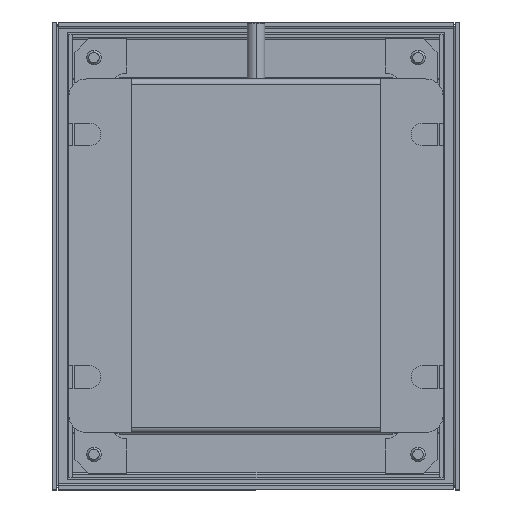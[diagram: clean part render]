
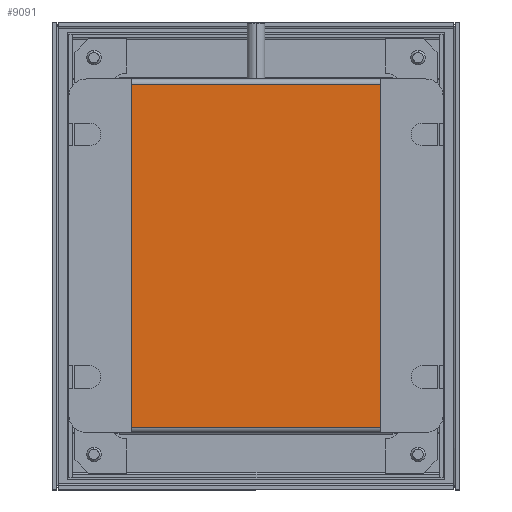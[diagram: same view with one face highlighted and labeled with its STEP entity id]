
A CAD part, top view. The second image highlights one B-rep face of the part: STEP entity #9091.
In plain terms, the highlighted planar face has unit normal (0, 0, 1).
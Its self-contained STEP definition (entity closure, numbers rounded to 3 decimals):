
#88 = ORIENTED_EDGE ( 'NONE', *, *, #5087, .F. ) ;
#205 = CARTESIAN_POINT ( 'NONE',  ( 39.5, -49.4, 1. ) ) ;
#349 = LINE ( 'NONE', #205, #8441 ) ;
#392 = ORIENTED_EDGE ( 'NONE', *, *, #6705, .T. ) ;
#461 = DIRECTION ( 'NONE',  ( -1., 0., 0. ) ) ;
#464 = CARTESIAN_POINT ( 'NONE',  ( -39.5, 51., 1. ) ) ;
#1175 = VECTOR ( 'NONE', #1237, 1000. ) ;
#1180 = DIRECTION ( 'NONE',  ( 0., 0., 1. ) ) ;
#1237 = DIRECTION ( 'NONE',  ( 0., -1., 0. ) ) ;
#1808 = VECTOR ( 'NONE', #6784, 1000. ) ;
#2405 = ORIENTED_EDGE ( 'NONE', *, *, #6774, .F. ) ;
#2725 = DIRECTION ( 'NONE',  ( 0., -1., 0. ) ) ;
#2867 = CARTESIAN_POINT ( 'NONE',  ( 39.5, 51., 1. ) ) ;
#2933 = CARTESIAN_POINT ( 'NONE',  ( -39.5, -49.5, 1. ) ) ;
#2994 = CARTESIAN_POINT ( 'NONE',  ( 39.5, 49.5, 1. ) ) ;
#3002 = EDGE_CURVE ( 'NONE', #8860, #7891, #9470, .T. ) ;
#3037 = CARTESIAN_POINT ( 'NONE',  ( 39.5, -49.5, 1. ) ) ;
#3060 = CARTESIAN_POINT ( 'NONE',  ( 39.5, 51., 1. ) ) ;
#3095 = VECTOR ( 'NONE', #7737, 1000. ) ;
#3135 = VERTEX_POINT ( 'NONE', #4806 ) ;
#3249 = CARTESIAN_POINT ( 'NONE',  ( 39.5, 49.4, 1. ) ) ;
#3458 = ORIENTED_EDGE ( 'NONE', *, *, #4725, .F. ) ;
#3602 = CARTESIAN_POINT ( 'NONE',  ( 0., 51., 1. ) ) ;
#3796 = LINE ( 'NONE', #2994, #4602 ) ;
#4015 = VECTOR ( 'NONE', #4645, 1000. ) ;
#4047 = EDGE_CURVE ( 'NONE', #6202, #8359, #10123, .T. ) ;
#4101 = ORIENTED_EDGE ( 'NONE', *, *, #4047, .T. ) ;
#4165 = LINE ( 'NONE', #2867, #1175 ) ;
#4528 = LINE ( 'NONE', #464, #3095 ) ;
#4600 = FACE_OUTER_BOUND ( 'NONE', #9772, .T. ) ;
#4602 = VECTOR ( 'NONE', #461, 1000. ) ;
#4618 = VECTOR ( 'NONE', #9334, 1000. ) ;
#4645 = DIRECTION ( 'NONE',  ( 0., -1., 0. ) ) ;
#4725 = EDGE_CURVE ( 'NONE', #6202, #9760, #8208, .T. ) ;
#4806 = CARTESIAN_POINT ( 'NONE',  ( -39.5, 49.5, 1. ) ) ;
#5083 = CARTESIAN_POINT ( 'NONE',  ( 39.5, 49.5, 1. ) ) ;
#5087 = EDGE_CURVE ( 'NONE', #7775, #8860, #4165, .T. ) ;
#5185 = VERTEX_POINT ( 'NONE', #7814 ) ;
#5213 = ORIENTED_EDGE ( 'NONE', *, *, #6035, .T. ) ;
#5232 = DIRECTION ( 'NONE',  ( 1., 0., 0. ) ) ;
#5552 = CARTESIAN_POINT ( 'NONE',  ( -39.5, -49.5, 1. ) ) ;
#5981 = CARTESIAN_POINT ( 'NONE',  ( -39.5, -49.4, 1. ) ) ;
#6035 = EDGE_CURVE ( 'NONE', #7775, #3135, #3796, .T. ) ;
#6202 = VERTEX_POINT ( 'NONE', #5552 ) ;
#6705 = EDGE_CURVE ( 'NONE', #5185, #9760, #4528, .T. ) ;
#6774 = EDGE_CURVE ( 'NONE', #7891, #8359, #349, .T. ) ;
#6784 = DIRECTION ( 'NONE',  ( 0., 1., 0. ) ) ;
#6861 = EDGE_CURVE ( 'NONE', #3135, #5185, #9136, .T. ) ;
#7498 = ORIENTED_EDGE ( 'NONE', *, *, #6861, .T. ) ;
#7649 = ORIENTED_EDGE ( 'NONE', *, *, #3002, .F. ) ;
#7737 = DIRECTION ( 'NONE',  ( 0., -1., 0. ) ) ;
#7775 = VERTEX_POINT ( 'NONE', #5083 ) ;
#7814 = CARTESIAN_POINT ( 'NONE',  ( -39.5, 49.4, 1. ) ) ;
#7891 = VERTEX_POINT ( 'NONE', #9462 ) ;
#8208 = LINE ( 'NONE', #8942, #1808 ) ;
#8283 = VECTOR ( 'NONE', #2725, 1000. ) ;
#8301 = DIRECTION ( 'NONE',  ( 0., -1., 0. ) ) ;
#8350 = CARTESIAN_POINT ( 'NONE',  ( -39.5, 51., 1. ) ) ;
#8359 = VERTEX_POINT ( 'NONE', #3037 ) ;
#8441 = VECTOR ( 'NONE', #8301, 1000. ) ;
#8587 = PLANE ( 'NONE',  #9936 ) ;
#8860 = VERTEX_POINT ( 'NONE', #3249 ) ;
#8942 = CARTESIAN_POINT ( 'NONE',  ( -39.5, -49.4, 1. ) ) ;
#9091 = ADVANCED_FACE ( 'NONE', ( #4600 ), #8587, .T. ) ;
#9136 = LINE ( 'NONE', #8350, #8283 ) ;
#9334 = DIRECTION ( 'NONE',  ( 1., 0., 0. ) ) ;
#9462 = CARTESIAN_POINT ( 'NONE',  ( 39.5, -49.4, 1. ) ) ;
#9470 = LINE ( 'NONE', #3060, #4015 ) ;
#9760 = VERTEX_POINT ( 'NONE', #5981 ) ;
#9772 = EDGE_LOOP ( 'NONE', ( #88, #5213, #7498, #392, #3458, #4101, #2405, #7649 ) ) ;
#9936 = AXIS2_PLACEMENT_3D ( 'NONE', #3602, #1180, #5232 ) ;
#10123 = LINE ( 'NONE', #2933, #4618 ) ;
